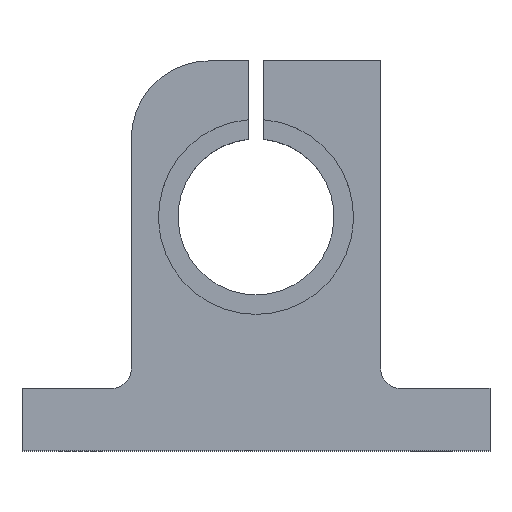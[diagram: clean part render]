
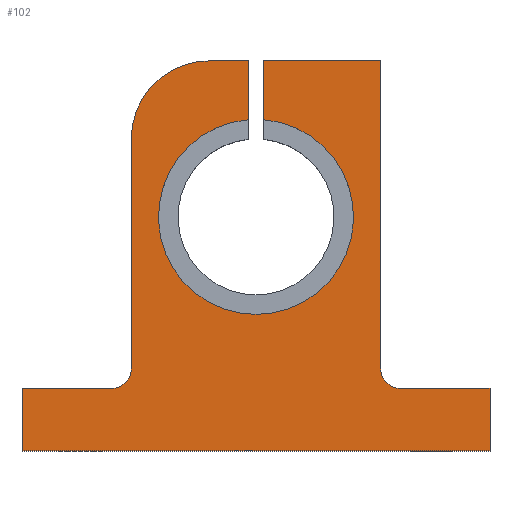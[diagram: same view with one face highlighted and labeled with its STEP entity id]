
A CAD part, top view. The second image highlights one B-rep face of the part: STEP entity #102.
In plain terms, the highlighted planar face has unit normal (0, 0, 1).
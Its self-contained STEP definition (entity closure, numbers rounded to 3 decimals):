
#102 = ADVANCED_FACE( '', ( #162 ), #163, .T. );
#162 = FACE_OUTER_BOUND( '', #222, .T. );
#163 = PLANE( '', #223 );
#222 = EDGE_LOOP( '', ( #445, #446, #447, #448, #449, #450, #451, #452, #453, #454, #455, #456, #457, #458, #459, #460 ) );
#223 = AXIS2_PLACEMENT_3D( '', #461, #462, #463 );
#445 = ORIENTED_EDGE( '', *, *, #495, .T. );
#446 = ORIENTED_EDGE( '', *, *, #475, .T. );
#447 = ORIENTED_EDGE( '', *, *, #499, .F. );
#448 = ORIENTED_EDGE( '', *, *, #528, .F. );
#449 = ORIENTED_EDGE( '', *, *, #526, .F. );
#450 = ORIENTED_EDGE( '', *, *, #524, .F. );
#451 = ORIENTED_EDGE( '', *, *, #522, .F. );
#452 = ORIENTED_EDGE( '', *, *, #520, .F. );
#453 = ORIENTED_EDGE( '', *, *, #517, .F. );
#454 = ORIENTED_EDGE( '', *, *, #541, .F. );
#455 = ORIENTED_EDGE( '', *, *, #539, .F. );
#456 = ORIENTED_EDGE( '', *, *, #537, .F. );
#457 = ORIENTED_EDGE( '', *, *, #535, .F. );
#458 = ORIENTED_EDGE( '', *, *, #533, .F. );
#459 = ORIENTED_EDGE( '', *, *, #531, .F. );
#460 = ORIENTED_EDGE( '', *, *, #529, .F. );
#461 = CARTESIAN_POINT( '', ( 0., 0., 20. ) );
#462 = DIRECTION( '', ( 0., 0., 1. ) );
#463 = DIRECTION( '', ( 1., 0., 0. ) );
#475 = EDGE_CURVE( '', #559, #563, #565, .T. );
#495 = EDGE_CURVE( '', #598, #559, #599, .T. );
#499 = EDGE_CURVE( '', #603, #563, #605, .T. );
#517 = EDGE_CURVE( '', #635, #636, #637, .T. );
#520 = EDGE_CURVE( '', #636, #640, #641, .T. );
#522 = EDGE_CURVE( '', #640, #643, #644, .T. );
#524 = EDGE_CURVE( '', #643, #646, #647, .T. );
#526 = EDGE_CURVE( '', #646, #649, #650, .T. );
#528 = EDGE_CURVE( '', #649, #603, #652, .T. );
#529 = EDGE_CURVE( '', #598, #653, #654, .T. );
#531 = EDGE_CURVE( '', #653, #656, #657, .T. );
#533 = EDGE_CURVE( '', #656, #659, #660, .T. );
#535 = EDGE_CURVE( '', #659, #662, #663, .T. );
#537 = EDGE_CURVE( '', #662, #665, #666, .T. );
#539 = EDGE_CURVE( '', #665, #668, #669, .T. );
#541 = EDGE_CURVE( '', #668, #635, #671, .T. );
#559 = VERTEX_POINT( '', #693 );
#563 = VERTEX_POINT( '', #698 );
#565 = CIRCLE( '', #701, 12.5 );
#598 = VERTEX_POINT( '', #744 );
#599 = CIRCLE( '', #745, 12.5 );
#603 = VERTEX_POINT( '', #751 );
#605 = LINE( '', #754, #755 );
#635 = VERTEX_POINT( '', #795 );
#636 = VERTEX_POINT( '', #796 );
#637 = LINE( '', #797, #798 );
#640 = VERTEX_POINT( '', #803 );
#641 = LINE( '', #804, #805 );
#643 = VERTEX_POINT( '', #808 );
#644 = CIRCLE( '', #809, 2.5 );
#646 = VERTEX_POINT( '', #812 );
#647 = LINE( '', #813, #814 );
#649 = VERTEX_POINT( '', #817 );
#650 = CIRCLE( '', #818, 10. );
#652 = LINE( '', #821, #822 );
#653 = VERTEX_POINT( '', #823 );
#654 = LINE( '', #824, #825 );
#656 = VERTEX_POINT( '', #828 );
#657 = LINE( '', #829, #830 );
#659 = VERTEX_POINT( '', #833 );
#660 = LINE( '', #834, #835 );
#662 = VERTEX_POINT( '', #838 );
#663 = CIRCLE( '', #839, 2.5 );
#665 = VERTEX_POINT( '', #842 );
#666 = LINE( '', #843, #844 );
#668 = VERTEX_POINT( '', #847 );
#669 = LINE( '', #848, #849 );
#671 = LINE( '', #852, #853 );
#693 = CARTESIAN_POINT( '', ( 0., 17.5, 20. ) );
#698 = CARTESIAN_POINT( '', ( -1., 42.46, 20. ) );
#701 = AXIS2_PLACEMENT_3D( '', #875, #876, #877 );
#744 = CARTESIAN_POINT( '', ( 1., 42.46, 20. ) );
#745 = AXIS2_PLACEMENT_3D( '', #915, #916, #917 );
#751 = CARTESIAN_POINT( '', ( -1., 50., 20. ) );
#754 = CARTESIAN_POINT( '', ( -1., 30., 20. ) );
#755 = VECTOR( '', #921, 1. );
#795 = CARTESIAN_POINT( '', ( -30., 0., 20. ) );
#796 = CARTESIAN_POINT( '', ( -30., 8., 20. ) );
#797 = CARTESIAN_POINT( '', ( -30., 8., 20. ) );
#798 = VECTOR( '', #953, 1. );
#803 = CARTESIAN_POINT( '', ( -18.5, 8., 20. ) );
#804 = CARTESIAN_POINT( '', ( -18.5, 8., 20. ) );
#805 = VECTOR( '', #956, 1. );
#808 = CARTESIAN_POINT( '', ( -16., 10.5, 20. ) );
#809 = AXIS2_PLACEMENT_3D( '', #958, #959, #960 );
#812 = CARTESIAN_POINT( '', ( -16., 40., 20. ) );
#813 = CARTESIAN_POINT( '', ( -16., 40., 20. ) );
#814 = VECTOR( '', #962, 1. );
#817 = CARTESIAN_POINT( '', ( -6., 50., 20. ) );
#818 = AXIS2_PLACEMENT_3D( '', #964, #965, #966 );
#821 = CARTESIAN_POINT( '', ( -1., 50., 20. ) );
#822 = VECTOR( '', #968, 1. );
#823 = CARTESIAN_POINT( '', ( 1., 50., 20. ) );
#824 = CARTESIAN_POINT( '', ( 1., 50., 20. ) );
#825 = VECTOR( '', #969, 1. );
#828 = CARTESIAN_POINT( '', ( 16., 50., 20. ) );
#829 = CARTESIAN_POINT( '', ( 16., 50., 20. ) );
#830 = VECTOR( '', #971, 1. );
#833 = CARTESIAN_POINT( '', ( 16., 10.5, 20. ) );
#834 = CARTESIAN_POINT( '', ( 16., 10.5, 20. ) );
#835 = VECTOR( '', #973, 1. );
#838 = CARTESIAN_POINT( '', ( 18.5, 8., 20. ) );
#839 = AXIS2_PLACEMENT_3D( '', #975, #976, #977 );
#842 = CARTESIAN_POINT( '', ( 30., 8., 20. ) );
#843 = CARTESIAN_POINT( '', ( 30., 8., 20. ) );
#844 = VECTOR( '', #979, 1. );
#847 = CARTESIAN_POINT( '', ( 30., 0., 20. ) );
#848 = CARTESIAN_POINT( '', ( 30., 0., 20. ) );
#849 = VECTOR( '', #981, 1. );
#852 = CARTESIAN_POINT( '', ( -30., 0., 20. ) );
#853 = VECTOR( '', #983, 1. );
#875 = CARTESIAN_POINT( '', ( 0., 30., 20. ) );
#876 = DIRECTION( '', ( 0., 0., -1. ) );
#877 = DIRECTION( '', ( 0., 1., 0. ) );
#915 = CARTESIAN_POINT( '', ( 0., 30., 20. ) );
#916 = DIRECTION( '', ( 0., 0., -1. ) );
#917 = DIRECTION( '', ( 0., 1., 0. ) );
#921 = DIRECTION( '', ( 0., -1., 0. ) );
#953 = DIRECTION( '', ( 0., 1., 0. ) );
#956 = DIRECTION( '', ( 1., 0., 0. ) );
#958 = CARTESIAN_POINT( '', ( -18.5, 10.5, 20. ) );
#959 = DIRECTION( '', ( 0., 0., 1. ) );
#960 = DIRECTION( '', ( 1., 0., 0. ) );
#962 = DIRECTION( '', ( 0., 1., 0. ) );
#964 = CARTESIAN_POINT( '', ( -6., 40., 20. ) );
#965 = DIRECTION( '', ( 0., 0., -1. ) );
#966 = DIRECTION( '', ( 0., 1., 0. ) );
#968 = DIRECTION( '', ( 1., 0., 0. ) );
#969 = DIRECTION( '', ( 0., 1., 0. ) );
#971 = DIRECTION( '', ( 1., 0., 0. ) );
#973 = DIRECTION( '', ( 0., -1., 0. ) );
#975 = CARTESIAN_POINT( '', ( 18.5, 10.5, 20. ) );
#976 = DIRECTION( '', ( 0., 0., 1. ) );
#977 = DIRECTION( '', ( 0., -1., 0. ) );
#979 = DIRECTION( '', ( 1., 0., 0. ) );
#981 = DIRECTION( '', ( 0., -1., 0. ) );
#983 = DIRECTION( '', ( -1., 0., 0. ) );
